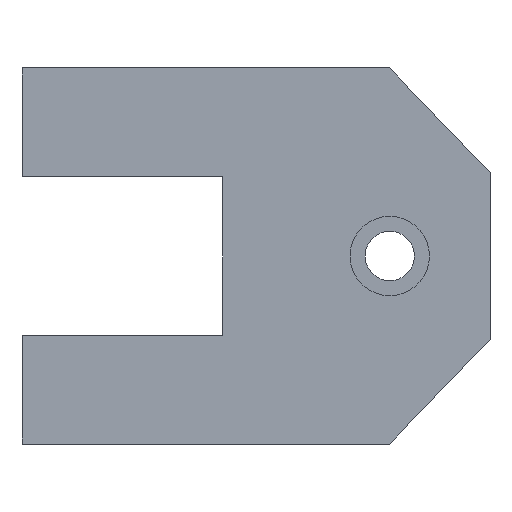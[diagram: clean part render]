
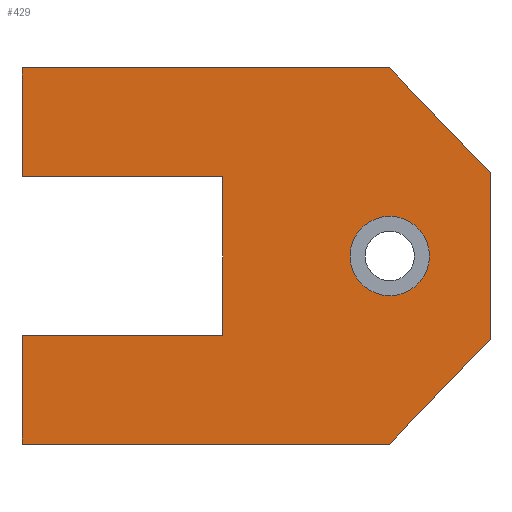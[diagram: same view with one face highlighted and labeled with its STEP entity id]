
A CAD part, front view. The second image highlights one B-rep face of the part: STEP entity #429.
In plain terms, the highlighted planar face has unit normal (0, -1, 0).
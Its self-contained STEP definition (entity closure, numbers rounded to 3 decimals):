
#17=LINE('',#615,#59);
#21=LINE('',#624,#63);
#25=LINE('',#633,#67);
#29=LINE('',#641,#71);
#32=LINE('',#647,#74);
#36=LINE('',#655,#78);
#40=LINE('',#663,#82);
#43=LINE('',#668,#85);
#52=LINE('',#699,#94);
#56=LINE('',#708,#98);
#59=VECTOR('',#499,10.);
#63=VECTOR('',#505,10.);
#67=VECTOR('',#511,10.);
#71=VECTOR('',#517,10.);
#74=VECTOR('',#522,10.);
#78=VECTOR('',#528,10.);
#82=VECTOR('',#534,10.);
#85=VECTOR('',#539,10.);
#94=VECTOR('',#576,10.);
#98=VECTOR('',#588,10.);
#111=FACE_BOUND('',#166,.T.);
#135=FACE_OUTER_BOUND('',#165,.T.);
#165=EDGE_LOOP('',(#373,#374,#375,#376,#377,#378,#379,#380,#381,#382));
#166=EDGE_LOOP('',(#383));
#175=CIRCLE('',#443,2.375);
#189=VERTEX_POINT('',#609);
#190=VERTEX_POINT('',#613);
#191=VERTEX_POINT('',#614);
#194=VERTEX_POINT('',#622);
#195=VERTEX_POINT('',#623);
#198=VERTEX_POINT('',#631);
#199=VERTEX_POINT('',#632);
#202=VERTEX_POINT('',#640);
#204=VERTEX_POINT('',#646);
#207=VERTEX_POINT('',#654);
#210=VERTEX_POINT('',#662);
#229=EDGE_CURVE('',#189,#189,#175,.T.);
#230=EDGE_CURVE('',#190,#191,#17,.T.);
#234=EDGE_CURVE('',#194,#195,#21,.T.);
#238=EDGE_CURVE('',#198,#199,#25,.T.);
#242=EDGE_CURVE('',#199,#202,#29,.T.);
#245=EDGE_CURVE('',#202,#204,#32,.T.);
#249=EDGE_CURVE('',#204,#207,#36,.T.);
#253=EDGE_CURVE('',#210,#207,#40,.T.);
#256=EDGE_CURVE('',#194,#210,#43,.T.);
#271=EDGE_CURVE('',#191,#195,#52,.T.);
#276=EDGE_CURVE('',#198,#190,#56,.T.);
#373=ORIENTED_EDGE('',*,*,#276,.T.);
#374=ORIENTED_EDGE('',*,*,#230,.T.);
#375=ORIENTED_EDGE('',*,*,#271,.T.);
#376=ORIENTED_EDGE('',*,*,#234,.F.);
#377=ORIENTED_EDGE('',*,*,#256,.T.);
#378=ORIENTED_EDGE('',*,*,#253,.T.);
#379=ORIENTED_EDGE('',*,*,#249,.F.);
#380=ORIENTED_EDGE('',*,*,#245,.F.);
#381=ORIENTED_EDGE('',*,*,#242,.F.);
#382=ORIENTED_EDGE('',*,*,#238,.F.);
#383=ORIENTED_EDGE('',*,*,#229,.F.);
#405=PLANE('',#469);
#429=ADVANCED_FACE('',(#135,#111),#405,.T.);
#443=AXIS2_PLACEMENT_3D('',#611,#495,#496);
#469=AXIS2_PLACEMENT_3D('',#707,#586,#587);
#495=DIRECTION('center_axis',(0.,-1.,0.));
#496=DIRECTION('ref_axis',(1.,0.,0.));
#499=DIRECTION('',(0.,0.,-1.));
#505=DIRECTION('',(-0.693,0.,-0.721));
#511=DIRECTION('',(0.,0.,1.));
#517=DIRECTION('',(-1.,0.,0.));
#522=DIRECTION('',(0.,0.,1.));
#528=DIRECTION('',(1.,0.,0.));
#534=DIRECTION('',(-0.693,0.,0.721));
#539=DIRECTION('',(0.,0.,1.));
#576=DIRECTION('',(1.,0.,0.));
#586=DIRECTION('center_axis',(0.,-1.,0.));
#587=DIRECTION('ref_axis',(1.,0.,0.));
#588=DIRECTION('',(-1.,0.,0.));
#609=CARTESIAN_POINT('',(-2.375,0.,0.));
#611=CARTESIAN_POINT('Origin',(0.,0.,0.));
#613=CARTESIAN_POINT('',(-22.,0.,-4.75));
#614=CARTESIAN_POINT('',(-22.,0.,-11.25));
#615=CARTESIAN_POINT('',(-22.,0.,-4.75));
#622=CARTESIAN_POINT('',(6.,0.,-5.));
#623=CARTESIAN_POINT('',(-0.005,0.,-11.25));
#624=CARTESIAN_POINT('',(6.,0.,-5.));
#631=CARTESIAN_POINT('',(-10.,0.,-4.75));
#632=CARTESIAN_POINT('',(-10.,0.,4.75));
#633=CARTESIAN_POINT('',(-10.,0.,-4.75));
#640=CARTESIAN_POINT('',(-22.,0.,4.75));
#641=CARTESIAN_POINT('',(-10.,0.,4.75));
#646=CARTESIAN_POINT('',(-22.,0.,11.25));
#647=CARTESIAN_POINT('',(-22.,0.,4.75));
#654=CARTESIAN_POINT('',(-0.005,0.,11.25));
#655=CARTESIAN_POINT('',(-22.,0.,11.25));
#662=CARTESIAN_POINT('',(6.,0.,5.));
#663=CARTESIAN_POINT('',(6.,0.,5.));
#668=CARTESIAN_POINT('',(6.,0.,-5.));
#699=CARTESIAN_POINT('',(-22.,0.,-11.25));
#707=CARTESIAN_POINT('Origin',(-19.,0.,-7.75));
#708=CARTESIAN_POINT('',(-10.,0.,-4.75));
